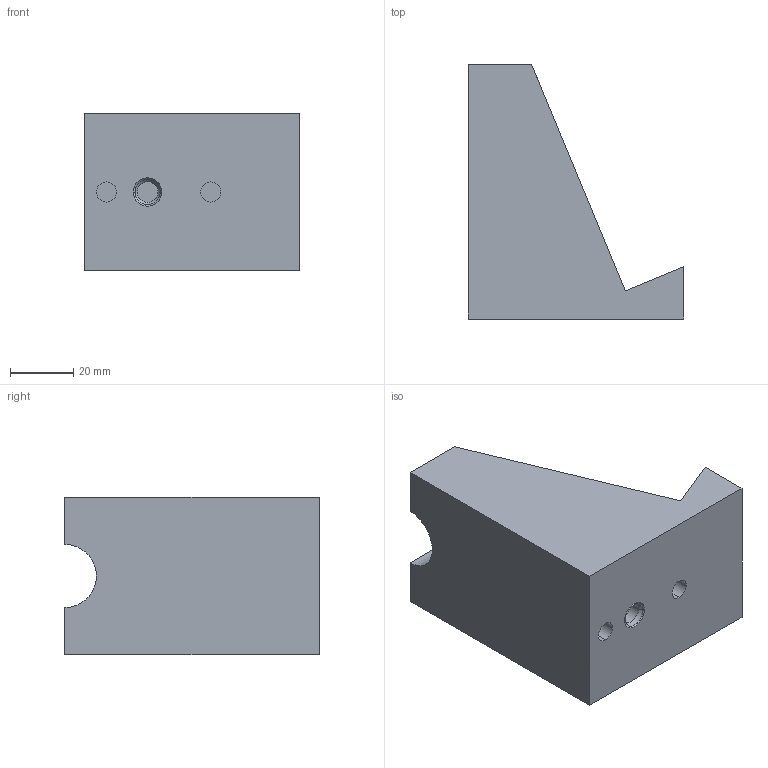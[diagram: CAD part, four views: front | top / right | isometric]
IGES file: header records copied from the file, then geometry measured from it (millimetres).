
Start section:  PTC IGES file: 21f627.igs
Global section: file name: 21f627.igs; native system: Pro/ENGINEER by Parametric Technology Corporation; preprocessor: 2004280; author: ericcan; organization: Unknown; date: 050802.164533; units: millimetre
Bounding box: 68.14 x 80.5 x 50 mm (x, y, z)
Surface area: 23902.7 mm2 (no closed solid volume)
Topology: 0 solids, 0 shells, 44 faces, 260 edges, 290 vertices
Faces by surface type: revolution 25, bspline 19
